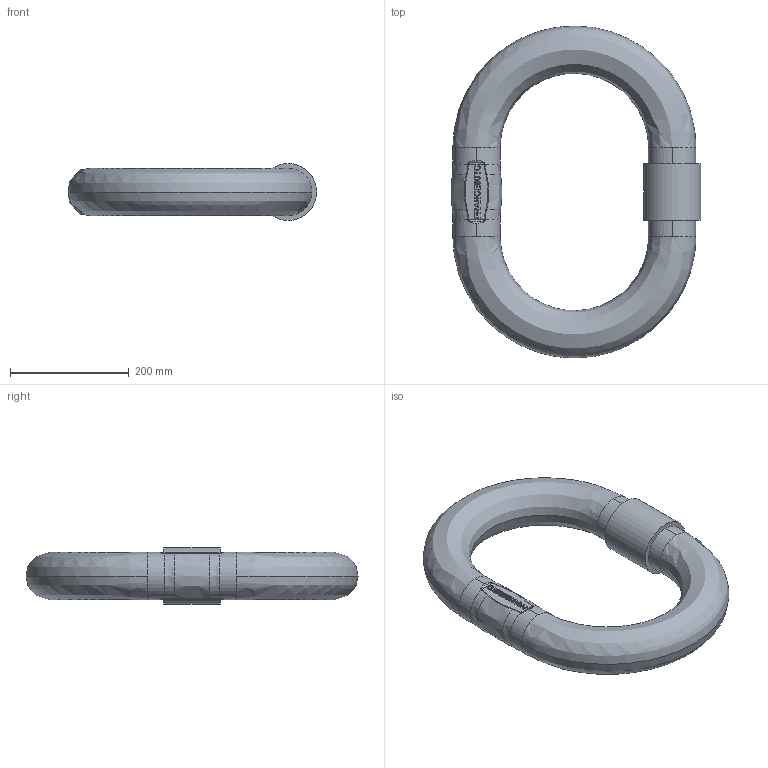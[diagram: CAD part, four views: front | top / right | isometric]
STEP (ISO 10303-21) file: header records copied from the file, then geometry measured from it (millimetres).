
FILE_DESCRIPTION(('STEP AP214'),'1');
FILE_NAME('ms80j.stp','2018-02-28T09:11:33',('TraceParts'),('TraceParts S.A.'),'Spatial InterOp 3D',' ',' ');
FILE_SCHEMA(('automotive_design'));
Length unit declared in the file: millimetre
Products named in the file (1): ms80j
Bounding box: 420.32 x 559.98 x 96 mm (x, y, z)
Volume: 6947603.3 mm3; surface area: 347460.4 mm2
Topology: 1 solids, 1 shells, 313 faces, 816 edges, 536 vertices
Faces by surface type: plane 167, bspline 126, cylinder 20
Entity records: 20285 total; most frequent: CARTESIAN_POINT 10896, ORIENTED_EDGE 1632, DIRECTION 1008, EDGE_CURVE 816, VERTEX_POINT 536, LINE 512, VECTOR 512, EDGE_LOOP 346
